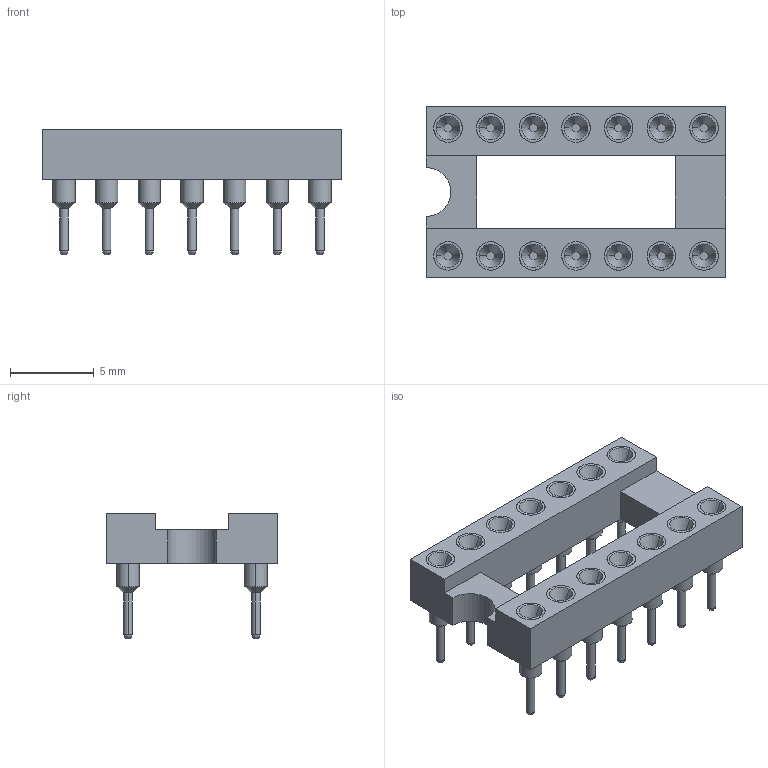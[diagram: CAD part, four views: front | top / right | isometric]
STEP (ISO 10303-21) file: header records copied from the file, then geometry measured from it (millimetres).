
FILE_DESCRIPTION (( 'STEP AP214' ), '1' );
FILE_NAME ('User Library-14 pin IC DIP Socket.STEP', '2015-09-10T13:26:02', ( 'Windows User' ), ( '' ), 'SwSTEP 2.0', 'SolidWorks 2015', '' );
FILE_SCHEMA (( 'AUTOMOTIVE_DESIGN' ));
Length unit declared in the file: millimetre
Products named in the file (3): User Library-14 pin IC DIP Socket_ko_X2_0144_X0_c_S_swka lutownicza; User Library-14 pin IC DIP Socket_korpus plastykowy; User Library-14 pin IC DIP Socket
Assembly tree (15 placements, depth 2):
  User Library-14 pin IC DIP Socket
    User Library-14 pin IC DIP Socket_korpus plastykowy
    User Library-14 pin IC DIP Socket_ko_X2_0144_X0_c_S_swka lutownicza  x14
Bounding box: 17.82 x 10.14 x 7.5 mm (x, y, z)
Volume: 377.4 mm3; surface area: 1109.4 mm2
Topology: 15 solids, 15 shells, 281 faces, 630 edges, 364 vertices
Faces by surface type: cylinder 113, cone 84, bspline 42, plane 42
Entity records: 4739 total; most frequent: CARTESIAN_POINT 1465, ORIENTED_EDGE 476, DIRECTION 434, EDGE_CURVE 238, AXIS2_PLACEMENT_3D 177, VERTEX_POINT 156, EDGE_LOOP 116, CIRCLE 102
